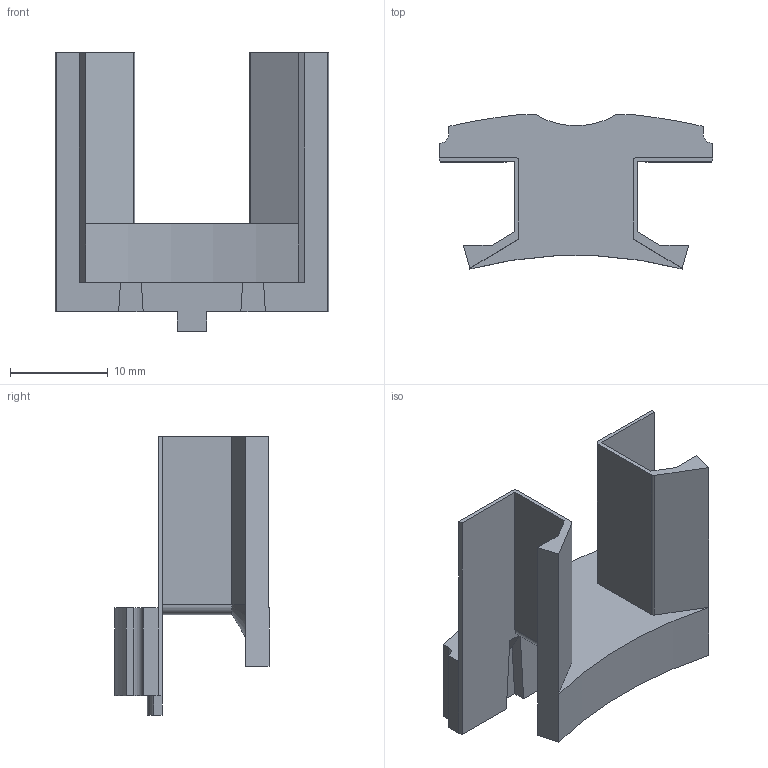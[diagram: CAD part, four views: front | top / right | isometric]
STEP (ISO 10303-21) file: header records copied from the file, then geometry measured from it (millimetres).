
FILE_DESCRIPTION((''),'2;1');
FILE_NAME('DE-16-000744','2025-07-03T11:37:55',('guohaojian'),(''),'CREO PARAMETRIC BY PTC INC, 2020044','CREO PARAMETRIC BY PTC INC, 2020044','');
FILE_SCHEMA(('CONFIG_CONTROL_DESIGN'));
Length unit declared in the file: millimetre
Products named in the file (1): DE-16-000744
Bounding box: 28 x 15.76 x 28.5 mm (x, y, z)
Volume: 1773.7 mm3; surface area: 2995.5 mm2
Topology: 1 solids, 1 shells, 55 faces, 153 edges, 100 vertices
Faces by surface type: plane 40, cylinder 13, cone 2
Entity records: 1785 total; most frequent: CARTESIAN_POINT 308, ORIENTED_EDGE 306, DIRECTION 291, EDGE_CURVE 153, VECTOR 125, LINE 125, VERTEX_POINT 100, AXIS2_PLACEMENT_3D 83
